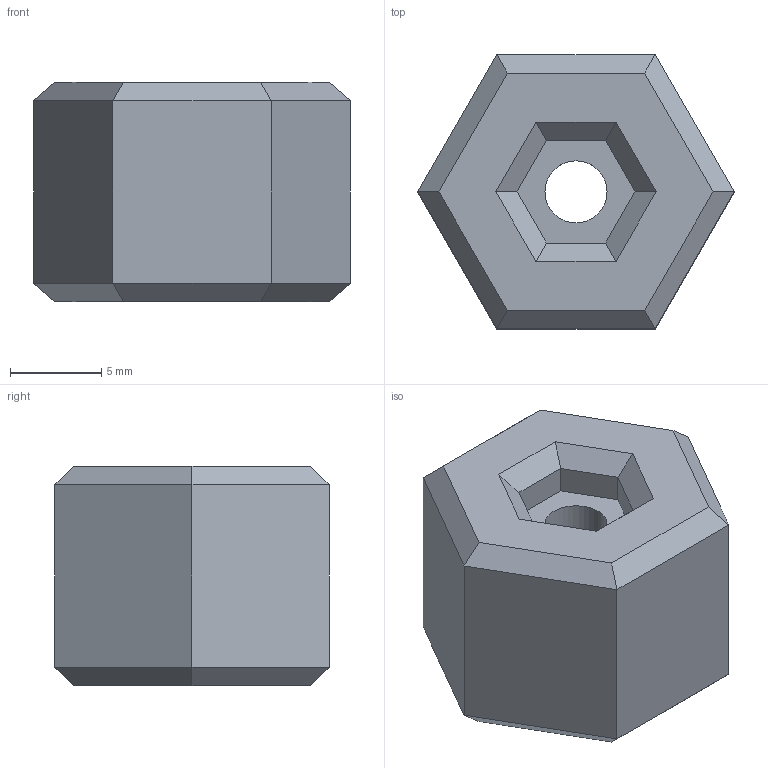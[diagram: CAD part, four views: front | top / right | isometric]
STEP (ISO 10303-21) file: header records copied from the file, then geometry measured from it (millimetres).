
FILE_DESCRIPTION(/* description */ (''),/* implementation_level */ '2;1');
FILE_NAME(/* name */ 'frontmountknob v1.step',/* time_stamp */ '2022-01-14T14:14:22-05:00',/* author */ (''),/* organization */ (''),/* preprocessor_version */ 'ST-DEVELOPER v18.1',/* originating_system */ 'Autodesk Translation Framework v10.10.0.1391',/* authorisation */ '');
FILE_SCHEMA (('AUTOMOTIVE_DESIGN { 1 0 10303 214 3 1 1 }'));
Length unit declared in the file: millimetre
Products named in the file (1): frontmountknob
Bounding box: 17.32 x 15 x 12 mm (x, y, z)
Volume: 1979.9 mm3; surface area: 1107.6 mm2
Topology: 1 solids, 1 shells, 37 faces, 82 edges, 48 vertices
Faces by surface type: plane 33, cone 2, cylinder 2
Full cylindrical faces by diameter (mm): 3.4 x1, 6 x1
Entity records: 1019 total; most frequent: CARTESIAN_POINT 168, ORIENTED_EDGE 164, DIRECTION 164, EDGE_CURVE 82, LINE 76, VECTOR 76, VERTEX_POINT 48, AXIS2_PLACEMENT_3D 44
